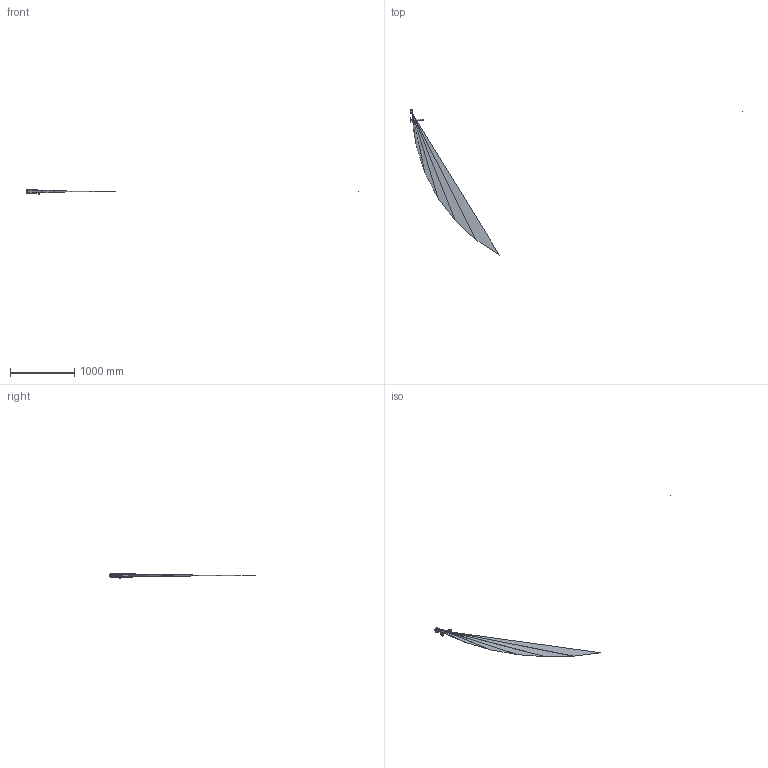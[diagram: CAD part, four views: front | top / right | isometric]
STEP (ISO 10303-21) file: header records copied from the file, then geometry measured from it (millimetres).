
FILE_DESCRIPTION(/* description */ ('Unknown'),/* implementation_level */ '2;1');
FILE_NAME(/* name */ 'GY005R-20-00',/* time_stamp */ '2024-12-16T12:04:10+01:00',/* author */ ('Unknown'),/* organization */ ('Unknown'),/* preprocessor_version */ 'ST-DEVELOPER v19.4',/* originating_system */ 'Solid Edge',/* authorisation */ 'Unknown');
FILE_SCHEMA (('AUTOMOTIVE_DESIGN {1 0 10303 214 3 1 1}'));
Products named in the file (11): GY005REXT20-00; GY005-001_oa_0; GY005-01; GY095-20-00_oa_1; CZ095-02; GY095-001; GY095-01; CB095-16; CB003-002_oa_2; CB003-002-1; CZ031-10
Assembly tree (10 placements, depth 4):
  GY005REXT20-00
    GY005-001_oa_0
      GY005-01
    GY095-20-00_oa_1
      CZ095-02
      GY095-001
        GY095-01
        CB095-16
      CB003-002_oa_2
        CB003-002-1
    CZ031-10
Bounding box: 5155.02 x 2560.29 x 80.25 mm (x, y, z)
Surface area: 80844905.8 mm2
Topology: 6 solids, 6 shells, 1890 faces, 4825 edges, 2613 vertices
Faces by surface type: bspline 595, cylinder 591, plane 343, sphere 178, torus 165, cone 18
Full cylindrical faces by diameter (mm): 3.3 x1, 4.5 x1, 11 x1, 12.196 x1, 13.464 x1, 14.577 x1, 15.033 x1, 15.218 x1, 15.229 x1, 16 x6, 16.1 x1, 16.3 x2, 16.5 x1, 16.75 x1, 20 x2, 20.5 x1, 25 x1, 29 x1, 49 x1, 56.4 x1, 58.5 x1, 60.5 x1, 60.983 x1, 62 x1, 64 x2
Entity records: 77474 total; most frequent: CARTESIAN_POINT 27108, ORIENTED_EDGE 8702, DIRECTION 6713, EDGE_CURVE 4351, AXIS2_PLACEMENT_3D 2764, VERTEX_POINT 2571, FACE_BOUND 1988, EDGE_LOOP 1986
